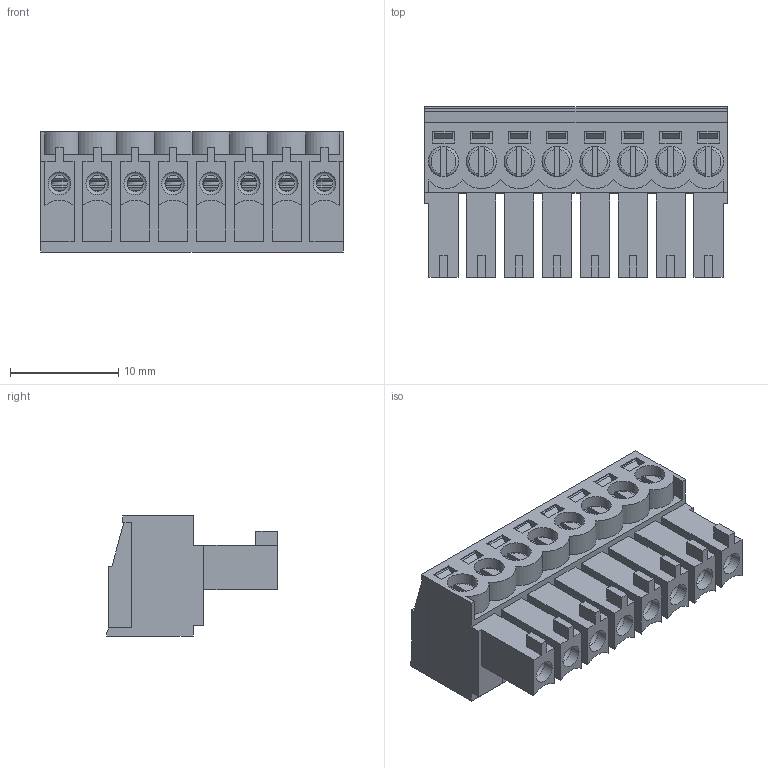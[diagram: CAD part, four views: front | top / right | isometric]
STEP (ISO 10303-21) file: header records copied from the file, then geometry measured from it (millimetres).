
FILE_DESCRIPTION( ( 'Unknown' ), '1' );
FILE_NAME( '691361100008.stp', 'Unknown', ( 'Unknown' ), ( 'Unknown' ), 'PSStep 14.0', 'Unknown', ' ' );
FILE_SCHEMA( ( 'AUTOMOTIVE_DESIGN { 1 0 10303 214 1 1 1 1 }' ) );
Length unit declared in the file: millimetre
Products named in the file (6): Assem1; 6913611000xx_CAGE; 6913611000xx_VIS; 6913611000xx_PIN; 691364100008_M; 691364100008
Assembly tree (26 placements, depth 2):
  Assem1
    6913611000xx_CAGE  x8
    6913611000xx_VIS  x8
    6913611000xx_PIN  x8
    691364100008_M
    691364100008
Bounding box: 28 x 15.8 x 11.1 mm (x, y, z)
Volume: 2060.7 mm3; surface area: 6954.1 mm2
Topology: 26 solids, 26 shells, 1174 faces, 3164 edges, 2080 vertices
Faces by surface type: plane 918, cylinder 216, torus 32, cone 8
Full cylindrical faces by diameter (mm): 1.5 x8, 1.9 x24, 2.1 x8, 2.8 x16
Entity records: 25360 total; most frequent: CARTESIAN_POINT 3540, ORIENTED_EDGE 3400, DIRECTION 3196, EDGE_CURVE 1700, LINE 1548, VECTOR 1548, VERTEX_POINT 1144, AXIS2_PLACEMENT_3D 824
